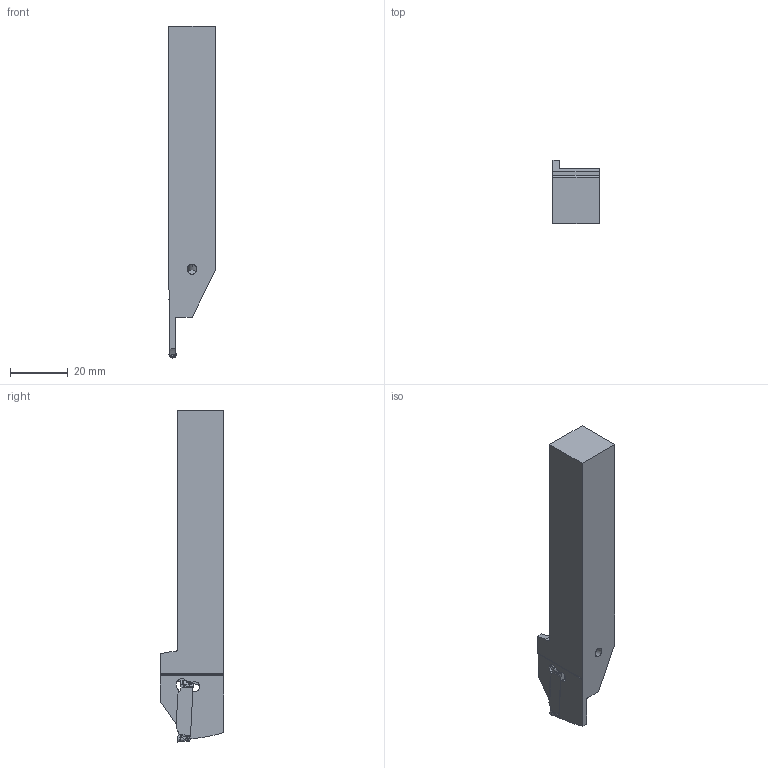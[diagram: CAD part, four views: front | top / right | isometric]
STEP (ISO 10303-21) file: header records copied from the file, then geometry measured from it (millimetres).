
FILE_DESCRIPTION(/* description */ (''),/* implementation_level */ '2;1');
FILE_NAME(/* name */ 'GYSRUS10B00-E20_CW0_098_IR0_049.stp',/* time_stamp */ '2023-03-20T14:55:17+09:00',/* author */ (''),/* organization */ (''),/* preprocessor_version */ 'ST-DEVELOPER v16',/* originating_system */ 'SIEMENS PLM Software NX 10.0',/* authorisation */ '');
FILE_SCHEMA (('AUTOMOTIVE_DESIGN { 1 0 10303 214 3 1 1 1 }'));
Length unit declared in the file: millimetre
Products named in the file (1): GYSRUS10B00-E20_CW0_098_IR0_049_ASM
Bounding box: 15.88 x 21.88 x 114.5 mm (x, y, z)
Volume: 24558.8 mm3; surface area: 7792.1 mm2
Topology: 2 solids, 2 shells, 167 faces, 495 edges, 354 vertices
Faces by surface type: cylinder 58, plane 51, bspline 38, cone 14, torus 4, sphere 2
Entity records: 9329 total; most frequent: CARTESIAN_POINT 5134, ORIENTED_EDGE 942, DIRECTION 709, EDGE_CURVE 471, VERTEX_POINT 309, AXIS2_PLACEMENT_3D 259, LINE 191, VECTOR 191
